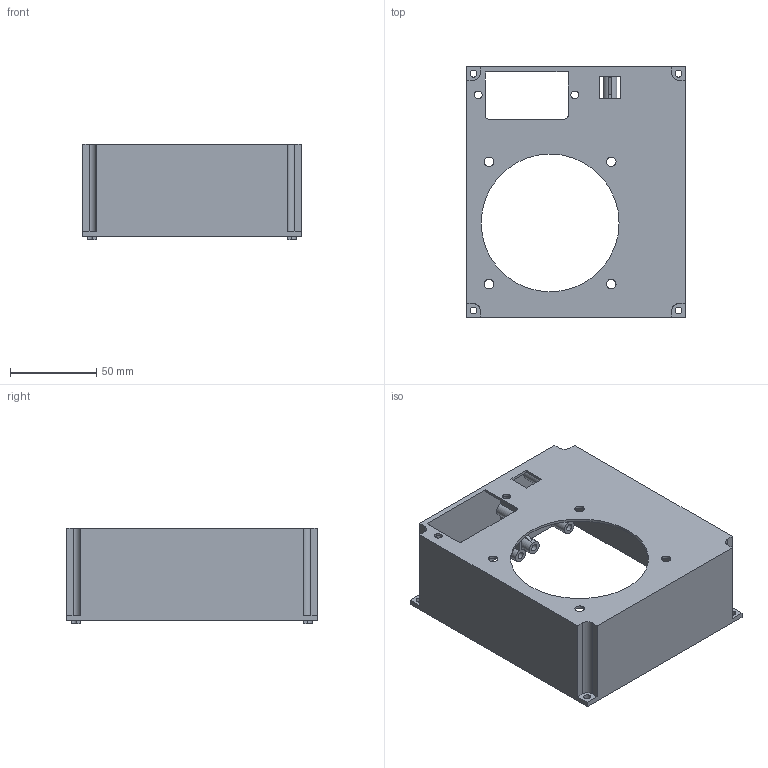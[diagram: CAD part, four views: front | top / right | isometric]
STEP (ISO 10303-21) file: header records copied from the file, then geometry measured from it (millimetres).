
FILE_DESCRIPTION(/* description */ (''),/* implementation_level */ '2;1');
FILE_NAME(/* name */ 'Hot Swap Cage 5-Bay Rear Cover.step',/* time_stamp */ '2025-12-01T20:41:59-05:00',/* author */ (''),/* organization */ (''),/* preprocessor_version */ 'ST-DEVELOPER v20.1',/* originating_system */ 'Autodesk Translation Framework v14.21.0.0',/* authorisation */ '');
FILE_SCHEMA (('AUTOMOTIVE_DESIGN { 1 0 10303 214 3 1 1 }'));
Length unit declared in the file: millimetre
Products named in the file (2): Hot Swap Cage 5-Bay Rear Cover; Combined
Assembly tree (1 placements, depth 2):
  Hot Swap Cage 5-Bay Rear Cover
    Combined
Bounding box: 127 x 145.5 x 55.5 mm (x, y, z)
Volume: 106426.7 mm3; surface area: 85187.4 mm2
Topology: 1 solids, 1 shells, 149 faces, 418 edges, 260 vertices
Faces by surface type: plane 104, cylinder 45
Full cylindrical faces by diameter (mm): 4 x4, 4.2 x8, 4.5 x2, 5.5 x4, 80 x1
Entity records: 4884 total; most frequent: ORIENTED_EDGE 842, CARTESIAN_POINT 833, DIRECTION 827, EDGE_CURVE 421, LINE 319, VECTOR 319, VERTEX_POINT 260, AXIS2_PLACEMENT_3D 254
